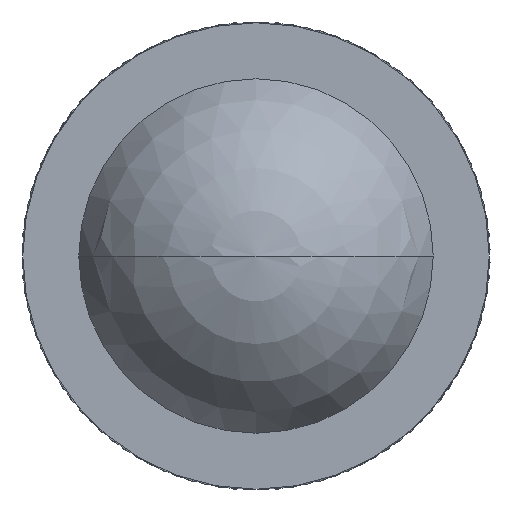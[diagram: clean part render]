
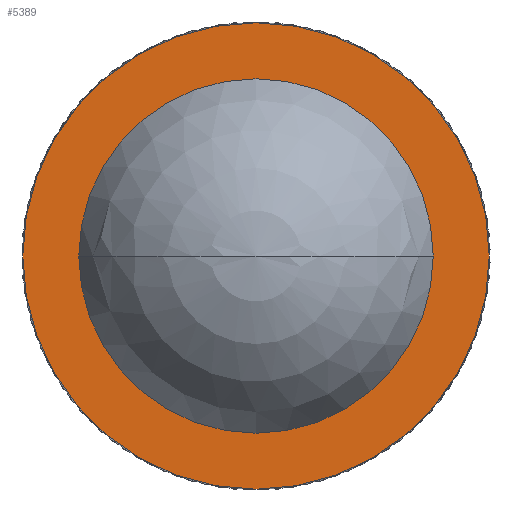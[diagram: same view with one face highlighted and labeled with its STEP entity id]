
A CAD part, left-side view. The second image highlights one B-rep face of the part: STEP entity #5389.
In plain terms, the highlighted planar face has unit normal (-1, 0, 0).
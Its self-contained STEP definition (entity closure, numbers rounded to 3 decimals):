
#2333=VERTEX_POINT('',#6952);
#3881=EDGE_CURVE('',#4931,#2333,#8684,.T.);
#4015=VERTEX_POINT('',#8831);
#4031=EDGE_CURVE('',#4015,#5177,#8848,.T.);
#4199=VERTEX_POINT('',#9036);
#4931=VERTEX_POINT('',#9861);
#5177=VERTEX_POINT('',#10131);
#5185=EDGE_CURVE('',#2333,#4199,#10139,.T.);
#5389=ADVANCED_FACE('',(#10368,#10369),#10370,.T.);
#6015=EDGE_CURVE('',#5177,#4015,#11065,.T.);
#6239=EDGE_CURVE('',#4199,#4931,#11310,.T.);
#6952=CARTESIAN_POINT('',(2.1,3.04,0.));
#8684=CIRCLE('',#14435,3.04);
#8831=CARTESIAN_POINT('',(2.1,-4.,0.));
#8848=CIRCLE('',#14656,4.);
#9036=CARTESIAN_POINT('',(2.1,0.,3.04));
#9861=CARTESIAN_POINT('',(2.1,-3.04,0.));
#10131=CARTESIAN_POINT('',(2.1,4.,0.));
#10139=CIRCLE('',#16428,3.04);
#10368=FACE_BOUND('',#16738,.T.);
#10369=FACE_OUTER_BOUND('',#16739,.T.);
#10370=PLANE('',#16740);
#11065=CIRCLE('',#17692,4.);
#11310=CIRCLE('',#18029,3.04);
#14435=AXIS2_PLACEMENT_3D('',#21219,#21220,#21221);
#14656=AXIS2_PLACEMENT_3D('',#21407,#21408,#21409);
#16428=AXIS2_PLACEMENT_3D('',#23126,#23127,#23128);
#16738=EDGE_LOOP('',(#23406,#23407,#23408));
#16739=EDGE_LOOP('',(#23409,#23410));
#16740=AXIS2_PLACEMENT_3D('',#23411,#23412,#23413);
#17692=AXIS2_PLACEMENT_3D('',#24253,#24254,#24255);
#18029=AXIS2_PLACEMENT_3D('',#24502,#24503,#24504);
#21219=CARTESIAN_POINT('',(2.1,0.,0.));
#21220=DIRECTION('',(1.0,0.0,0.0));
#21221=DIRECTION('',(0.0,0.0,-1.0));
#21407=CARTESIAN_POINT('',(2.1,0.,0.));
#21408=DIRECTION('',(-1.0,-0.0,0.0));
#21409=DIRECTION('',(0.0,-1.0,0.));
#23126=CARTESIAN_POINT('',(2.1,0.,0.));
#23127=DIRECTION('',(1.0,0.0,0.0));
#23128=DIRECTION('',(0.0,0.0,-1.0));
#23406=ORIENTED_EDGE('',*,*,#6239,.T.);
#23407=ORIENTED_EDGE('',*,*,#3881,.T.);
#23408=ORIENTED_EDGE('',*,*,#5185,.T.);
#23409=ORIENTED_EDGE('',*,*,#4031,.T.);
#23410=ORIENTED_EDGE('',*,*,#6015,.T.);
#23411=CARTESIAN_POINT('',(2.1,-2.,0.));
#23412=DIRECTION('',(-1.0,0.0,0.0));
#23413=DIRECTION('',(0.0,1.0,0.0));
#24253=CARTESIAN_POINT('',(2.1,0.,0.));
#24254=DIRECTION('',(-1.0,-0.0,0.0));
#24255=DIRECTION('',(0.0,-1.0,0.));
#24502=CARTESIAN_POINT('',(2.1,0.,0.));
#24503=DIRECTION('',(1.0,0.0,0.0));
#24504=DIRECTION('',(0.0,0.0,-1.0));
